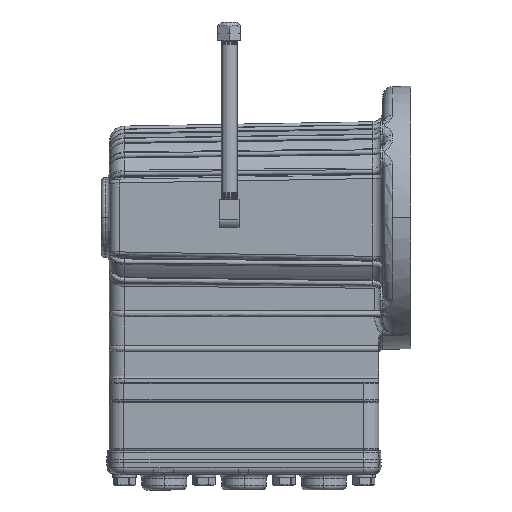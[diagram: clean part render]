
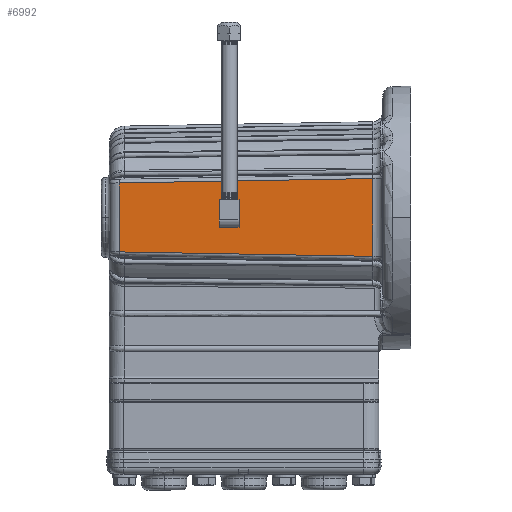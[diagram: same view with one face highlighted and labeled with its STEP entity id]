
A CAD part, front view. The second image highlights one B-rep face of the part: STEP entity #6992.
In plain terms, the highlighted planar face has unit normal (-0.018, -1, 0).
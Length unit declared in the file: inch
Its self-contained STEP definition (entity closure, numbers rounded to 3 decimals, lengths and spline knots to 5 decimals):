
#6992 = ADVANCED_FACE ( 'NONE', ( #96345, #29913 ), #74428, .T. ) ;
#7169 = EDGE_CURVE ( 'NONE', #36796, #100672, #126880, .T. ) ;
#8419 = CARTESIAN_POINT ( 'NONE',  ( 2.93342, -2.33902, 0.11156 ) ) ;
#8840 = DIRECTION ( 'NONE',  ( -1., 0.017, -0.017 ) ) ;
#20078 = CARTESIAN_POINT ( 'NONE',  ( 3.125, -2.34237, -0.18618 ) ) ;
#22798 = VECTOR ( 'NONE', #71363, 39.37008 ) ;
#26664 = EDGE_CURVE ( 'NONE', #100672, #141157, #81045, .T. ) ;
#26875 = CARTESIAN_POINT ( 'NONE',  ( 0.09343, -2.28945, -0.85946 ) ) ;
#29913 = FACE_OUTER_BOUND ( 'NONE', #84918, .T. ) ;
#30620 = CARTESIAN_POINT ( 'NONE',  ( 0.125, -2.29, 0.95 ) ) ;
#32834 = ORIENTED_EDGE ( 'NONE', *, *, #107926, .F. ) ;
#33164 = CARTESIAN_POINT ( 'NONE',  ( 3.125, -2.34237, 0.18618 ) ) ;
#36796 = VERTEX_POINT ( 'NONE', #106728 ) ;
#37204 = VERTEX_POINT ( 'NONE', #37972 ) ;
#37972 = CARTESIAN_POINT ( 'NONE',  ( 0.37064, -2.29429, 0.8643 ) ) ;
#41252 = VECTOR ( 'NONE', #92660, 39.37008 ) ;
#46137 = EDGE_LOOP ( 'NONE', ( #123688, #32834 ) ) ;
#46766 = LINE ( 'NONE', #91292, #50508 ) ;
#50508 = VECTOR ( 'NONE', #111751, 39.37008 ) ;
#52920 = CARTESIAN_POINT ( 'NONE',  ( 3.125, -2.34237, 0.18618 ) ) ;
#55578 = EDGE_CURVE ( 'NONE', #128764, #65309, #136571, .T. ) ;
#61328 = DIRECTION ( 'NONE',  ( -0.017, -1., 0. ) ) ;
#65309 = VERTEX_POINT ( 'NONE', #117754 ) ;
#67953 = ORIENTED_EDGE ( 'NONE', *, *, #7169, .T. ) ;
#68858 = CARTESIAN_POINT ( 'NONE',  ( 6.72936, -2.40528, -0.97529 ) ) ;
#69341 = AXIS2_PLACEMENT_3D ( 'NONE', #30620, #61328, #118934 ) ;
#71363 = DIRECTION ( 'NONE',  ( 1., -0.017, -0.017 ) ) ;
#73151 = VECTOR ( 'NONE', #8840, 39.37008 ) ;
#74428 = PLANE ( 'NONE',  #69341 ) ;
#75527 = CARTESIAN_POINT ( 'NONE',  ( 2.93342, -2.33902, 0. ) ) ;
#81045 = LINE ( 'NONE', #116734, #41252 ) ;
#84918 = EDGE_LOOP ( 'NONE', ( #101673, #67953, #139930, #122829 ) ) ;
#91292 = CARTESIAN_POINT ( 'NONE',  ( 0.37064, -2.29429, 0.95 ) ) ;
#92660 = DIRECTION ( 'NONE',  ( 0., 0., 1. ) ) ;
#94566 = CARTESIAN_POINT ( 'NONE',  ( 3.47749, -2.34852, -0.17625 ) ) ;
#95288 = CARTESIAN_POINT ( 'NONE',  ( 3.47749, -2.34852, 0.17625 ) ) ;
#96345 = FACE_BOUND ( 'NONE', #46137, .T. ) ;
#96723 = CARTESIAN_POINT ( 'NONE',  ( 3.01344, -2.34042, 0.18933 ) ) ;
#98834 = EDGE_CURVE ( 'NONE', #141157, #37204, #142375, .T. ) ;
#100672 = VERTEX_POINT ( 'NONE', #68858 ) ;
#101673 = ORIENTED_EDGE ( 'NONE', *, *, #143947, .T. ) ;
#105447 = CARTESIAN_POINT ( 'NONE',  ( 6.72936, -2.40528, 0.97529 ) ) ;
#106263 = CARTESIAN_POINT ( 'NONE',  ( 3.125, -2.34237, -0.18618 ) ) ;
#106728 = CARTESIAN_POINT ( 'NONE',  ( 0.37064, -2.29429, -0.8643 ) ) ;
#107926 = EDGE_CURVE ( 'NONE', #65309, #128764, #124447, .T. ) ;
#110225 = CARTESIAN_POINT ( 'NONE',  ( 0.12657, -2.29003, 0.86004 ) ) ;
#111751 = DIRECTION ( 'NONE',  ( 0., 0., -1. ) ) ;
#116734 = CARTESIAN_POINT ( 'NONE',  ( 6.72936, -2.40528, 1.06957 ) ) ;
#117754 = CARTESIAN_POINT ( 'NONE',  ( 3.125, -2.34237, -0.18618 ) ) ;
#118934 = DIRECTION ( 'NONE',  ( -1., 0.017, 0. ) ) ;
#122829 = ORIENTED_EDGE ( 'NONE', *, *, #98834, .T. ) ;
#123688 = ORIENTED_EDGE ( 'NONE', *, *, #55578, .F. ) ;
#124447 =( BOUNDED_CURVE ( )  B_SPLINE_CURVE ( 3, ( #106263, #94566, #95288, #139092 ),
 .UNSPECIFIED., .F., .F. ) 
 B_SPLINE_CURVE_WITH_KNOTS ( ( 4, 4 ),
 ( 1.59899, 4.6842 ),
 .UNSPECIFIED. ) 
 CURVE ( )  GEOMETRIC_REPRESENTATION_ITEM ( )  RATIONAL_B_SPLINE_CURVE ( ( 1., 0.352, 0.352, 1. ) ) 
 REPRESENTATION_ITEM ( '' )  );
#126880 = LINE ( 'NONE', #26875, #22798 ) ;
#128764 = VERTEX_POINT ( 'NONE', #33164 ) ;
#128864 = CARTESIAN_POINT ( 'NONE',  ( 3.01344, -2.34042, -0.18933 ) ) ;
#129590 = CARTESIAN_POINT ( 'NONE',  ( 2.93342, -2.33902, -0.11156 ) ) ;
#136571 =( BOUNDED_CURVE ( )  B_SPLINE_CURVE ( 3, ( #52920, #96723, #8419, #75527, #129590, #128864, #20078 ),
 .UNSPECIFIED., .F., .F. ) 
 B_SPLINE_CURVE_WITH_KNOTS ( ( 4, 3, 4 ),
 ( 4.6842, 6.28319, 7.88218 ),
 .UNSPECIFIED. ) 
 CURVE ( )  GEOMETRIC_REPRESENTATION_ITEM ( )  RATIONAL_B_SPLINE_CURVE ( ( 1., 0.798, 0.798, 1., 0.798, 0.798, 1. ) ) 
 REPRESENTATION_ITEM ( '' )  );
#139092 = CARTESIAN_POINT ( 'NONE',  ( 3.125, -2.34237, 0.18618 ) ) ;
#139930 = ORIENTED_EDGE ( 'NONE', *, *, #26664, .T. ) ;
#141157 = VERTEX_POINT ( 'NONE', #105447 ) ;
#142375 = LINE ( 'NONE', #110225, #73151 ) ;
#143947 = EDGE_CURVE ( 'NONE', #37204, #36796, #46766, .T. ) ;
